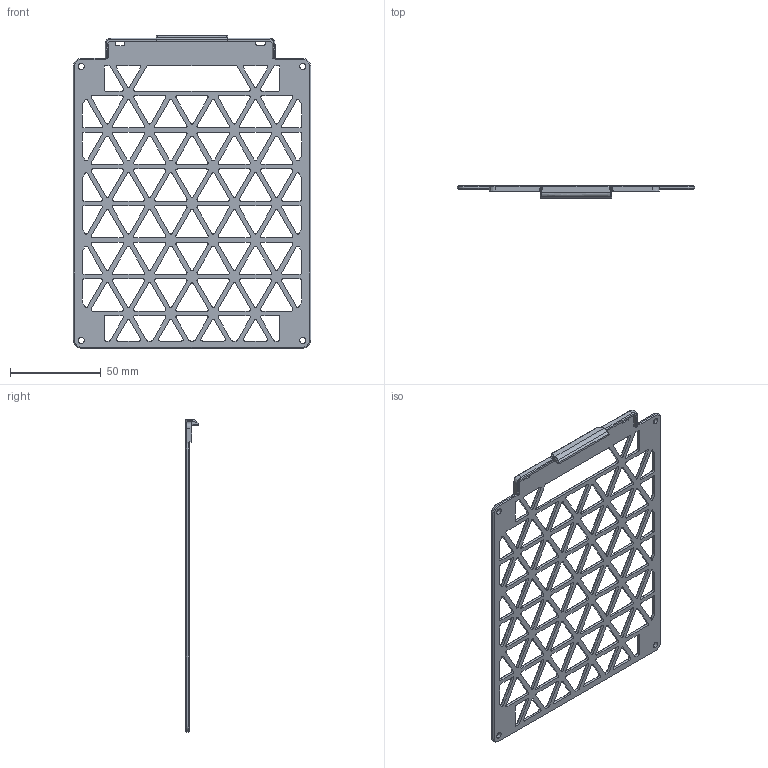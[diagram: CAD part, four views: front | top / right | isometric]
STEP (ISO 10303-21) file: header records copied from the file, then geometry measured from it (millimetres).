
FILE_DESCRIPTION (( 'STEP AP203' ), '1' );
FILE_NAME ('25d104 backplate.step', '2025-12-19T02:20:27', ( '' ), ( '' ), '', '', '' );
FILE_SCHEMA (( 'CONFIG_CONTROL_DESIGN' ));
Length unit declared in the file: millimetre
Products named in the file (1): 25d104 backplate
Bounding box: 130.7 x 7.1 x 172.25 mm (x, y, z)
Volume: 19602.5 mm3; surface area: 28689.1 mm2
Topology: 1 solids, 1 shells, 1277 faces, 3231 edges, 1962 vertices
Faces by surface type: plane 592, cylinder 343, cone 313, bspline 29
Entity records: 41773 total; most frequent: CARTESIAN_POINT 10317, DIRECTION 6655, ORIENTED_EDGE 6462, EDGE_CURVE 3231, AXIS2_PLACEMENT_3D 2279, VECTOR 2097, LINE 2097, VERTEX_POINT 1962
